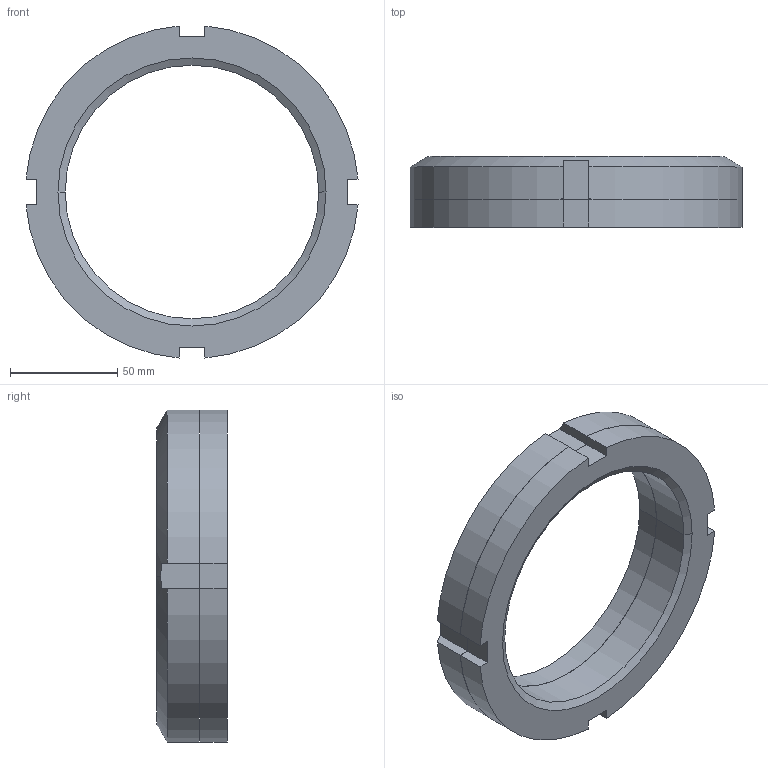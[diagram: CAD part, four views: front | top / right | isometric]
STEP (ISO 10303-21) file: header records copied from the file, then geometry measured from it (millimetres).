
FILE_DESCRIPTION((''),'2;1');
FILE_NAME('1RSTD1203____0','2019-10-29T15:23:19',('kim.bk'),(''),'CREO PARAMETRIC BY PTC INC, 2019010','CREO PARAMETRIC BY PTC INC, 2019010','');
FILE_SCHEMA(('CONFIG_CONTROL_DESIGN'));
Length unit declared in the file: millimetre
Products named in the file (1): 1RSTD1203____0
Bounding box: 154.53 x 33 x 154.53 mm (x, y, z)
Volume: 241713.1 mm3; surface area: 61909.7 mm2
Topology: 2 solids, 2 shells, 395 faces, 1109 edges, 738 vertices
Faces by surface type: plane 373, cylinder 12, cone 10
Entity records: 12549 total; most frequent: CARTESIAN_POINT 2286, ORIENTED_EDGE 2218, DIRECTION 1923, EDGE_CURVE 1109, VECTOR 1057, LINE 1057, VERTEX_POINT 738, AXIS2_PLACEMENT_3D 433
